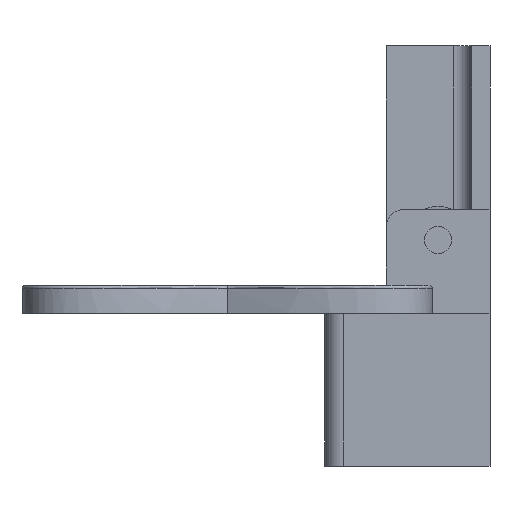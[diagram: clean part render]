
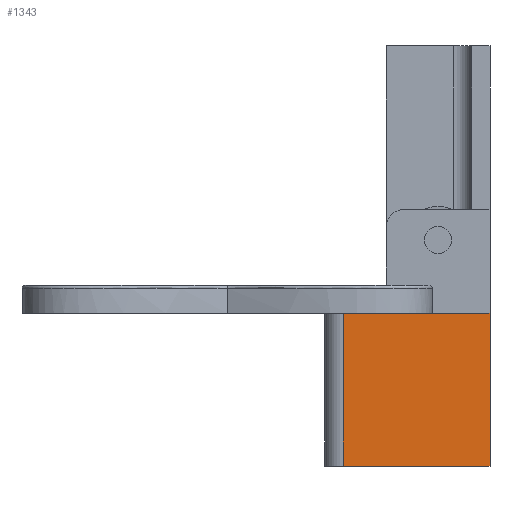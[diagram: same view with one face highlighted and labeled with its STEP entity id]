
A CAD part, front view. The second image highlights one B-rep face of the part: STEP entity #1343.
In plain terms, the highlighted planar face has unit normal (0, -1, 0).
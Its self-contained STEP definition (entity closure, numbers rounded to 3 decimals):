
#71=PLANE('',#1462);
#134=FACE_OUTER_BOUND('',#217,.T.);
#217=EDGE_LOOP('',(#1069,#1070,#1071,#1072));
#304=LINE('',#2006,#440);
#307=LINE('',#2021,#443);
#320=LINE('',#2057,#456);
#333=LINE('',#2082,#469);
#440=VECTOR('',#1619,10.);
#443=VECTOR('',#1634,10.);
#456=VECTOR('',#1677,10.);
#469=VECTOR('',#1704,10.);
#629=VERTEX_POINT('',#2003);
#630=VERTEX_POINT('',#2005);
#636=VERTEX_POINT('',#2019);
#644=VERTEX_POINT('',#2056);
#767=EDGE_CURVE('',#629,#630,#304,.T.);
#775=EDGE_CURVE('',#636,#629,#307,.T.);
#793=EDGE_CURVE('',#630,#644,#320,.T.);
#806=EDGE_CURVE('',#644,#636,#333,.T.);
#1069=ORIENTED_EDGE('',*,*,#775,.F.);
#1070=ORIENTED_EDGE('',*,*,#806,.F.);
#1071=ORIENTED_EDGE('',*,*,#793,.F.);
#1072=ORIENTED_EDGE('',*,*,#767,.F.);
#1343=ADVANCED_FACE('',(#134),#71,.T.);
#1462=AXIS2_PLACEMENT_3D('',#2081,#1702,#1703);
#1619=DIRECTION('',(1.,0.,0.));
#1634=DIRECTION('',(0.,0.,1.));
#1677=DIRECTION('',(0.,0.,-1.));
#1702=DIRECTION('center_axis',(0.,-1.,0.));
#1703=DIRECTION('ref_axis',(-1.,0.,0.));
#1704=DIRECTION('',(-1.,0.,0.));
#2003=CARTESIAN_POINT('',(-17.,0.,0.));
#2005=CARTESIAN_POINT('',(7.,0.,0.));
#2006=CARTESIAN_POINT('',(0.,0.,0.));
#2019=CARTESIAN_POINT('',(-17.,0.,-25.));
#2021=CARTESIAN_POINT('',(-17.,0.,0.));
#2056=CARTESIAN_POINT('',(7.,0.,-25.));
#2057=CARTESIAN_POINT('',(7.,0.,0.));
#2081=CARTESIAN_POINT('Origin',(7.,0.,0.));
#2082=CARTESIAN_POINT('',(0.,0.,-25.));
